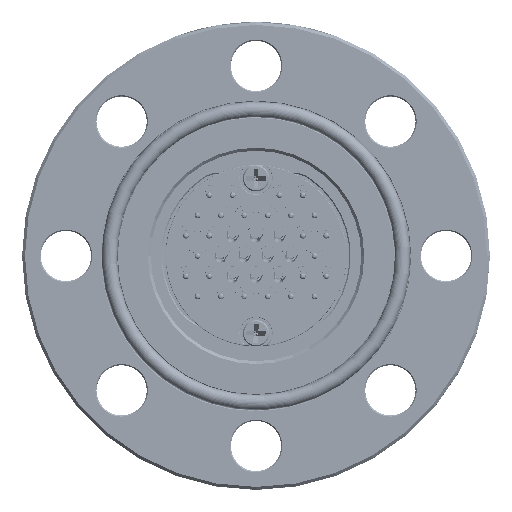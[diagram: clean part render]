
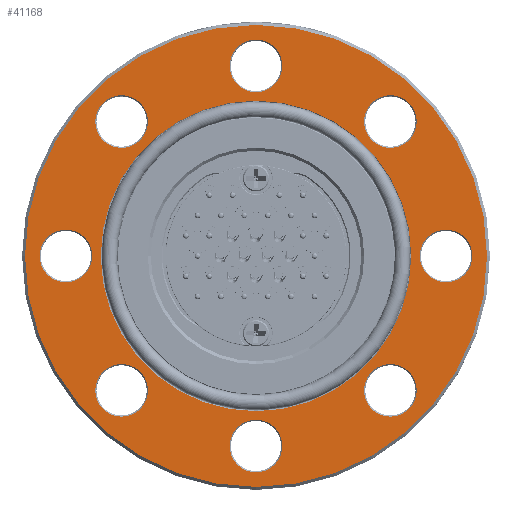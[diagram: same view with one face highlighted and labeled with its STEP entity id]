
A CAD part, top view. The second image highlights one B-rep face of the part: STEP entity #41168.
In plain terms, the highlighted planar face has unit normal (0, 0, 1).
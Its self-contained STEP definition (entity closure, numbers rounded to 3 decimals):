
#6 = DIRECTION ( 'NONE',  ( 1., 0., 0. ) ) ;
#204 = AXIS2_PLACEMENT_3D ( 'NONE', #13630, #63963, #64375 ) ;
#464 = FACE_BOUND ( 'NONE', #60017, .T. ) ;
#612 = AXIS2_PLACEMENT_3D ( 'NONE', #72233, #70618, #53128 ) ;
#1289 = CARTESIAN_POINT ( 'NONE',  ( 0., 0., 0. ) ) ;
#1697 = FACE_BOUND ( 'NONE', #69171, .T. ) ;
#2687 = CIRCLE ( 'NONE', #49190, 4.5 ) ;
#6278 = VERTEX_POINT ( 'NONE', #69936 ) ;
#7790 = DIRECTION ( 'NONE',  ( 0., 0., -1. ) ) ;
#8032 = VERTEX_POINT ( 'NONE', #33433 ) ;
#8517 = EDGE_CURVE ( 'NONE', #26401, #26401, #23147, .T. ) ;
#8665 = EDGE_CURVE ( 'NONE', #79130, #79130, #24500, .T. ) ;
#9745 = CIRCLE ( 'NONE', #41645, 4.5 ) ;
#12242 = EDGE_CURVE ( 'NONE', #55437, #55437, #20687, .T. ) ;
#13237 = DIRECTION ( 'NONE',  ( 0., 0., -1. ) ) ;
#13630 = CARTESIAN_POINT ( 'NONE',  ( -32.5, 0., 0. ) ) ;
#13716 = ORIENTED_EDGE ( 'NONE', *, *, #19943, .T. ) ;
#14067 = CARTESIAN_POINT ( 'NONE',  ( -22.981, 22.981, 0. ) ) ;
#14482 = CIRCLE ( 'NONE', #60967, 4.5 ) ;
#14514 = EDGE_CURVE ( 'NONE', #23002, #23002, #2687, .T. ) ;
#18693 = EDGE_LOOP ( 'NONE', ( #45172 ) ) ;
#19943 = EDGE_CURVE ( 'NONE', #32154, #32154, #55086, .T. ) ;
#19995 = FACE_OUTER_BOUND ( 'NONE', #53117, .T. ) ;
#20150 = CARTESIAN_POINT ( 'NONE',  ( 4.5, 32.5, 0. ) ) ;
#20402 = FACE_BOUND ( 'NONE', #65719, .T. ) ;
#20687 = CIRCLE ( 'NONE', #22041, 4.5 ) ;
#21026 = EDGE_LOOP ( 'NONE', ( #36254 ) ) ;
#22041 = AXIS2_PLACEMENT_3D ( 'NONE', #73735, #42554, #79538 ) ;
#22571 = ORIENTED_EDGE ( 'NONE', *, *, #8517, .T. ) ;
#22721 = ORIENTED_EDGE ( 'NONE', *, *, #60588, .T. ) ;
#23002 = VERTEX_POINT ( 'NONE', #42967 ) ;
#23147 = CIRCLE ( 'NONE', #612, 4.5 ) ;
#23761 = CIRCLE ( 'NONE', #54289, 4.5 ) ;
#24500 = CIRCLE ( 'NONE', #57732, 4.5 ) ;
#24943 = CARTESIAN_POINT ( 'NONE',  ( 0., 0., 0. ) ) ;
#25422 = DIRECTION ( 'NONE',  ( 1., 0., 0. ) ) ;
#26401 = VERTEX_POINT ( 'NONE', #20150 ) ;
#26666 = DIRECTION ( 'NONE',  ( 0., 0., 1. ) ) ;
#27065 = FACE_BOUND ( 'NONE', #53730, .T. ) ;
#27329 = CIRCLE ( 'NONE', #67152, 39.5 ) ;
#28463 = DIRECTION ( 'NONE',  ( 1., 0., 0. ) ) ;
#32103 = CARTESIAN_POINT ( 'NONE',  ( 22.981, 22.981, 0. ) ) ;
#32154 = VERTEX_POINT ( 'NONE', #57089 ) ;
#32922 = FACE_BOUND ( 'NONE', #67305, .T. ) ;
#33433 = CARTESIAN_POINT ( 'NONE',  ( 27.481, -22.981, 0. ) ) ;
#35644 = ORIENTED_EDGE ( 'NONE', *, *, #14514, .T. ) ;
#35961 = VERTEX_POINT ( 'NONE', #60916 ) ;
#36254 = ORIENTED_EDGE ( 'NONE', *, *, #12242, .T. ) ;
#37913 = FACE_BOUND ( 'NONE', #64053, .T. ) ;
#41168 = ADVANCED_FACE ( 'NONE', ( #19995, #1697, #464, #57033, #20402, #70750, #64507, #27065, #32922, #37913 ), #52445, .T. ) ;
#41645 = AXIS2_PLACEMENT_3D ( 'NONE', #58094, #77211, #45632 ) ;
#42501 = ORIENTED_EDGE ( 'NONE', *, *, #61243, .T. ) ;
#42554 = DIRECTION ( 'NONE',  ( 0., 0., -1. ) ) ;
#42967 = CARTESIAN_POINT ( 'NONE',  ( -18.481, 22.981, 0. ) ) ;
#43436 = DIRECTION ( 'NONE',  ( 1., 0., 0. ) ) ;
#45172 = ORIENTED_EDGE ( 'NONE', *, *, #64300, .T. ) ;
#45420 = CIRCLE ( 'NONE', #204, 4.5 ) ;
#45632 = DIRECTION ( 'NONE',  ( 1., 0., 0. ) ) ;
#49190 = AXIS2_PLACEMENT_3D ( 'NONE', #14067, #13237, #76868 ) ;
#50910 = VERTEX_POINT ( 'NONE', #76249 ) ;
#51660 = EDGE_CURVE ( 'NONE', #35961, #35961, #9745, .T. ) ;
#51688 = EDGE_LOOP ( 'NONE', ( #68566 ) ) ;
#52445 = PLANE ( 'NONE',  #54778 ) ;
#53117 = EDGE_LOOP ( 'NONE', ( #22721 ) ) ;
#53128 = DIRECTION ( 'NONE',  ( 1., 0., 0. ) ) ;
#53435 = CARTESIAN_POINT ( 'NONE',  ( -22.981, -22.981, 0. ) ) ;
#53730 = EDGE_LOOP ( 'NONE', ( #57962 ) ) ;
#54289 = AXIS2_PLACEMENT_3D ( 'NONE', #32103, #63267, #68680 ) ;
#54778 = AXIS2_PLACEMENT_3D ( 'NONE', #1289, #26666, #25422 ) ;
#55086 = CIRCLE ( 'NONE', #67018, 26.55 ) ;
#55437 = VERTEX_POINT ( 'NONE', #73737 ) ;
#55895 = VERTEX_POINT ( 'NONE', #81231 ) ;
#56163 = DIRECTION ( 'NONE',  ( 0., 0., 1. ) ) ;
#57033 = FACE_BOUND ( 'NONE', #51688, .T. ) ;
#57089 = CARTESIAN_POINT ( 'NONE',  ( 26.55, 0., 0. ) ) ;
#57316 = DIRECTION ( 'NONE',  ( 1., 0., 0. ) ) ;
#57732 = AXIS2_PLACEMENT_3D ( 'NONE', #53435, #79574, #28463 ) ;
#57962 = ORIENTED_EDGE ( 'NONE', *, *, #79820, .T. ) ;
#58094 = CARTESIAN_POINT ( 'NONE',  ( 0., -32.5, 0. ) ) ;
#58954 = CARTESIAN_POINT ( 'NONE',  ( 22.981, -22.981, 0. ) ) ;
#60017 = EDGE_LOOP ( 'NONE', ( #42501 ) ) ;
#60454 = CARTESIAN_POINT ( 'NONE',  ( -18.481, -22.981, 0. ) ) ;
#60588 = EDGE_CURVE ( 'NONE', #50910, #50910, #27329, .T. ) ;
#60916 = CARTESIAN_POINT ( 'NONE',  ( 4.5, -32.5, 0. ) ) ;
#60967 = AXIS2_PLACEMENT_3D ( 'NONE', #58954, #7790, #57316 ) ;
#61243 = EDGE_CURVE ( 'NONE', #55895, #55895, #45420, .T. ) ;
#62147 = DIRECTION ( 'NONE',  ( 0., 0., -1. ) ) ;
#63267 = DIRECTION ( 'NONE',  ( 0., 0., -1. ) ) ;
#63963 = DIRECTION ( 'NONE',  ( 0., 0., -1. ) ) ;
#64053 = EDGE_LOOP ( 'NONE', ( #13716 ) ) ;
#64300 = EDGE_CURVE ( 'NONE', #8032, #8032, #14482, .T. ) ;
#64375 = DIRECTION ( 'NONE',  ( 1., 0., 0. ) ) ;
#64507 = FACE_BOUND ( 'NONE', #21026, .T. ) ;
#65719 = EDGE_LOOP ( 'NONE', ( #74155 ) ) ;
#67018 = AXIS2_PLACEMENT_3D ( 'NONE', #81652, #62147, #43436 ) ;
#67152 = AXIS2_PLACEMENT_3D ( 'NONE', #24943, #56163, #6 ) ;
#67305 = EDGE_LOOP ( 'NONE', ( #22571 ) ) ;
#68566 = ORIENTED_EDGE ( 'NONE', *, *, #8665, .T. ) ;
#68680 = DIRECTION ( 'NONE',  ( 1., 0., 0. ) ) ;
#69171 = EDGE_LOOP ( 'NONE', ( #35644 ) ) ;
#69936 = CARTESIAN_POINT ( 'NONE',  ( 27.481, 22.981, 0. ) ) ;
#70618 = DIRECTION ( 'NONE',  ( 0., 0., -1. ) ) ;
#70750 = FACE_BOUND ( 'NONE', #18693, .T. ) ;
#72233 = CARTESIAN_POINT ( 'NONE',  ( 0., 32.5, 0. ) ) ;
#73735 = CARTESIAN_POINT ( 'NONE',  ( 32.5, 0., 0. ) ) ;
#73737 = CARTESIAN_POINT ( 'NONE',  ( 37., 0., 0. ) ) ;
#74155 = ORIENTED_EDGE ( 'NONE', *, *, #51660, .T. ) ;
#76249 = CARTESIAN_POINT ( 'NONE',  ( 39.5, 0., 0. ) ) ;
#76868 = DIRECTION ( 'NONE',  ( 1., 0., 0. ) ) ;
#77211 = DIRECTION ( 'NONE',  ( 0., 0., -1. ) ) ;
#79130 = VERTEX_POINT ( 'NONE', #60454 ) ;
#79538 = DIRECTION ( 'NONE',  ( 1., 0., 0. ) ) ;
#79574 = DIRECTION ( 'NONE',  ( 0., 0., -1. ) ) ;
#79820 = EDGE_CURVE ( 'NONE', #6278, #6278, #23761, .T. ) ;
#81231 = CARTESIAN_POINT ( 'NONE',  ( -28., 0., 0. ) ) ;
#81652 = CARTESIAN_POINT ( 'NONE',  ( 0., 0., 0. ) ) ;
